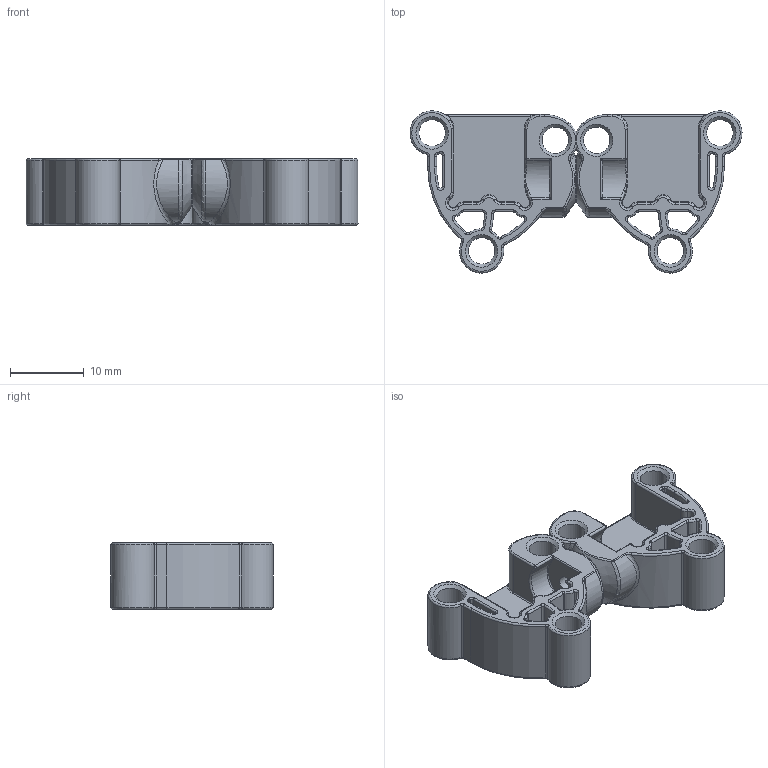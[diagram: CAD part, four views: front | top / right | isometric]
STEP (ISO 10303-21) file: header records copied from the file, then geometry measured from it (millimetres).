
FILE_DESCRIPTION(/* description */ (''),/* implementation_level */ '2;1');
FILE_NAME(/* name */ 'MP_DooKi3_SLM_XY_Rail_Mount_V3.step',/* time_stamp */ '2024-09-06T13:06:56-04:00',/* author */ (''),/* organization */ (''),/* preprocessor_version */ 'ST-DEVELOPER v20',/* originating_system */ 'Autodesk Translation Framework v13.14.0.145',/* authorisation */ '');
FILE_SCHEMA (('AUTOMOTIVE_DESIGN { 1 0 10303 214 3 1 1 }'));
Length unit declared in the file: millimetre
Products named in the file (1): MP_DooKi3_SLM_XY_Rail_Mount_V3
Bounding box: 45.02 x 21.99 x 9 mm (x, y, z)
Volume: 2912.7 mm3; surface area: 4111.1 mm2
Topology: 2 solids, 2 shells, 570 faces, 1322 edges, 740 vertices
Faces by surface type: torus 224, cylinder 196, bspline 76, plane 40, sphere 20, cone 14
Full cylindrical faces by diameter (mm): 2.4 x2, 3.6 x6
Entity records: 18167 total; most frequent: CARTESIAN_POINT 5162, DIRECTION 3018, ORIENTED_EDGE 2604, AXIS2_PLACEMENT_3D 1363, EDGE_CURVE 1302, CIRCLE 860, VERTEX_POINT 740, EDGE_LOOP 602
